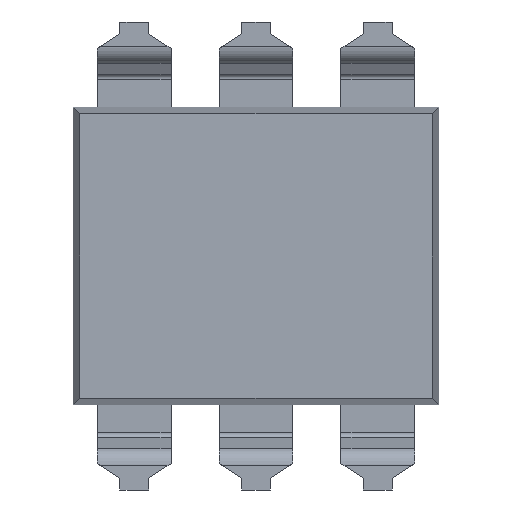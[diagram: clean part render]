
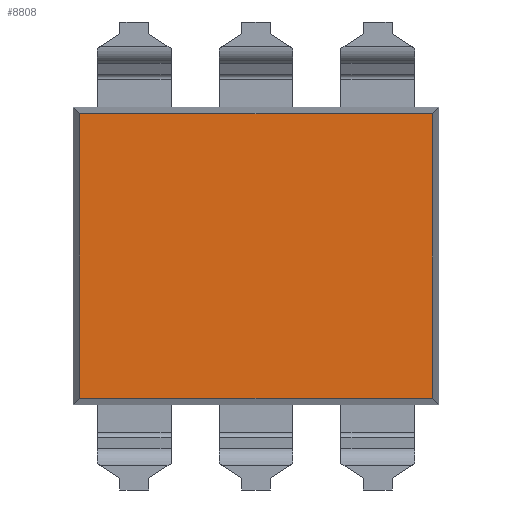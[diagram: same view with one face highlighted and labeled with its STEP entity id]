
A CAD part, front view. The second image highlights one B-rep face of the part: STEP entity #8808.
In plain terms, the highlighted planar face has unit normal (0, -1, 0).
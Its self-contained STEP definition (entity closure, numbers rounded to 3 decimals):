
#1=DIRECTION('',(0.,0.,1.));
#2=VECTOR('',#1,5.93);
#3=CARTESIAN_POINT('',(-3.675,-1.1,-2.965));
#4=LINE('',#3,#2);
#5=DIRECTION('',(1.,0.,0.));
#6=VECTOR('',#5,7.35);
#7=CARTESIAN_POINT('',(-3.675,-1.1,2.965));
#8=LINE('',#7,#6);
#9=DIRECTION('',(0.,0.,-1.));
#10=VECTOR('',#9,5.93);
#11=CARTESIAN_POINT('',(3.675,-1.1,2.965));
#12=LINE('',#11,#10);
#13=DIRECTION('',(-1.,0.,0.));
#14=VECTOR('',#13,7.35);
#15=CARTESIAN_POINT('',(3.675,-1.1,-2.965));
#16=LINE('',#15,#14);
#6625=CARTESIAN_POINT('',(-3.675,-1.1,-2.965));
#6626=CARTESIAN_POINT('',(-3.675,-1.1,2.965));
#6627=VERTEX_POINT('',#6625);
#6628=VERTEX_POINT('',#6626);
#6629=CARTESIAN_POINT('',(3.675,-1.1,2.965));
#6630=VERTEX_POINT('',#6629);
#6631=CARTESIAN_POINT('',(3.675,-1.1,-2.965));
#6632=VERTEX_POINT('',#6631);
#8793=CARTESIAN_POINT('',(0.,-1.1,0.));
#8794=DIRECTION('',(0.,1.,0.));
#8795=DIRECTION('',(1.,0.,0.));
#8796=AXIS2_PLACEMENT_3D('',#8793,#8794,#8795);
#8797=PLANE('',#8796);
#8799=ORIENTED_EDGE('',*,*,#8798,.T.);
#8801=ORIENTED_EDGE('',*,*,#8800,.T.);
#8803=ORIENTED_EDGE('',*,*,#8802,.T.);
#8805=ORIENTED_EDGE('',*,*,#8804,.T.);
#8806=EDGE_LOOP('',(#8799,#8801,#8803,#8805));
#8807=FACE_OUTER_BOUND('',#8806,.F.);
#8798=EDGE_CURVE('',#6627,#6628,#4,.T.);
#8800=EDGE_CURVE('',#6628,#6630,#8,.T.);
#8802=EDGE_CURVE('',#6630,#6632,#12,.T.);
#8804=EDGE_CURVE('',#6632,#6627,#16,.T.);
#8808=ADVANCED_FACE('',(#8807),#8797,.F.);
